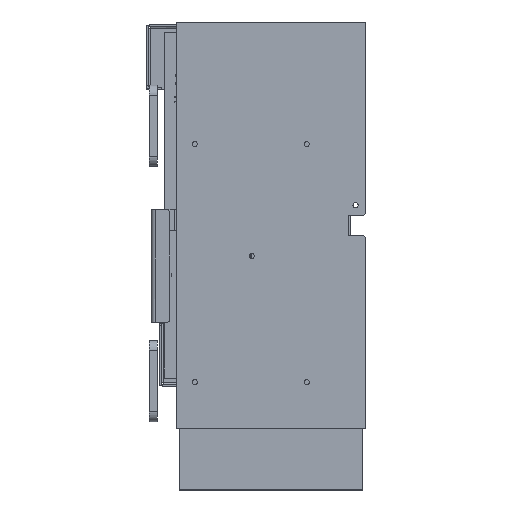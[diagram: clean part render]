
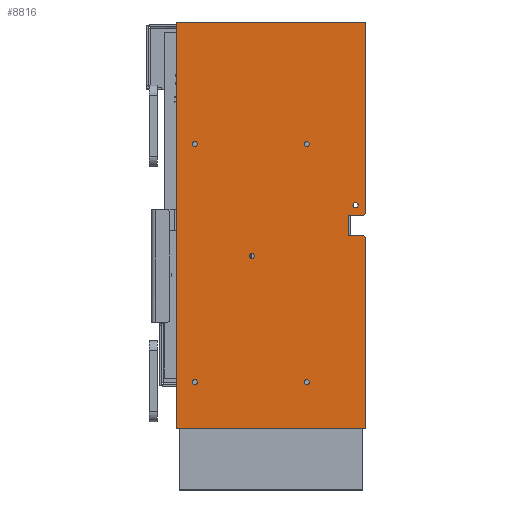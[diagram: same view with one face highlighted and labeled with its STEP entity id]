
A CAD part, left-side view. The second image highlights one B-rep face of the part: STEP entity #8816.
In plain terms, the highlighted planar face has unit normal (-1, 0, 0).
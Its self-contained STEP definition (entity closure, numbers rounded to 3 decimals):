
#16 = DIRECTION ( 'NONE',  ( 0., -1., 0. ) ) ;
#170 = CARTESIAN_POINT ( 'NONE',  ( 165.871, 166.906, -100.03 ) ) ;
#325 = EDGE_CURVE ( 'NONE', #37945, #33971, #9898, .T. ) ;
#1273 = VERTEX_POINT ( 'NONE', #23225 ) ;
#1295 = CARTESIAN_POINT ( 'NONE',  ( 165.871, 166.906, -6.03 ) ) ;
#1636 = EDGE_CURVE ( 'NONE', #9631, #9631, #26186, .T. ) ;
#1750 = CIRCLE ( 'NONE', #8398, 1.25 ) ;
#2034 = DIRECTION ( 'NONE',  ( -1., 0., 0. ) ) ;
#2745 = EDGE_LOOP ( 'NONE', ( #35334 ) ) ;
#2984 = VERTEX_POINT ( 'NONE', #32074 ) ;
#3328 = DIRECTION ( 'NONE',  ( 0., 0., 1. ) ) ;
#3675 = DIRECTION ( 'NONE',  ( 0., 1., 0. ) ) ;
#4414 = EDGE_CURVE ( 'NONE', #33971, #27248, #40240, .T. ) ;
#5006 = VECTOR ( 'NONE', #5259, 1000. ) ;
#5259 = DIRECTION ( 'NONE',  ( 0., -0.707, 0.707 ) ) ;
#5570 = CARTESIAN_POINT ( 'NONE',  ( 165.871, 250.906, -77.03 ) ) ;
#5741 = DIRECTION ( 'NONE',  ( 0., 0., 1. ) ) ;
#5757 = VECTOR ( 'NONE', #16, 1000. ) ;
#5814 = CIRCLE ( 'NONE', #25205, 1.25 ) ;
#5923 = CARTESIAN_POINT ( 'NONE',  ( 165.871, 167.906, -5.03 ) ) ;
#6162 = DIRECTION ( 'NONE',  ( 0., 0., 1. ) ) ;
#6311 = EDGE_CURVE ( 'NONE', #6719, #6719, #40758, .T. ) ;
#6719 = VERTEX_POINT ( 'NONE', #19887 ) ;
#7046 = LINE ( 'NONE', #26483, #39305 ) ;
#7179 = CARTESIAN_POINT ( 'NONE',  ( 165.871, 174.406, 4.97 ) ) ;
#8085 = LINE ( 'NONE', #39354, #15343 ) ;
#8203 = EDGE_CURVE ( 'NONE', #38675, #27248, #30888, .T. ) ;
#8257 = EDGE_LOOP ( 'NONE', ( #24605 ) ) ;
#8323 = DIRECTION ( 'NONE',  ( 1., 0., 0. ) ) ;
#8398 = AXIS2_PLACEMENT_3D ( 'NONE', #25499, #22358, #3328 ) ;
#8538 = FACE_BOUND ( 'NONE', #25600, .T. ) ;
#8709 = EDGE_CURVE ( 'NONE', #15980, #37021, #19083, .T. ) ;
#8816 = ADVANCED_FACE ( 'NONE', ( #27157, #15023, #14183, #27583, #40403, #8538, #20901 ), #18180, .F. ) ;
#9631 = VERTEX_POINT ( 'NONE', #32067 ) ;
#9898 = LINE ( 'NONE', #7179, #16721 ) ;
#9978 = VECTOR ( 'NONE', #6162, 1000. ) ;
#10043 = EDGE_CURVE ( 'NONE', #1273, #1273, #29708, .T. ) ;
#10117 = ORIENTED_EDGE ( 'NONE', *, *, #11588, .T. ) ;
#10361 = ORIENTED_EDGE ( 'NONE', *, *, #10043, .F. ) ;
#10568 = ORIENTED_EDGE ( 'NONE', *, *, #22386, .F. ) ;
#10891 = CARTESIAN_POINT ( 'NONE',  ( 165.871, 250.906, -75.78 ) ) ;
#11238 = DIRECTION ( 'NONE',  ( 0., 0., -1. ) ) ;
#11428 = ORIENTED_EDGE ( 'NONE', *, *, #4414, .T. ) ;
#11588 = EDGE_CURVE ( 'NONE', #21480, #37945, #7046, .T. ) ;
#12184 = VECTOR ( 'NONE', #33836, 1000. ) ;
#12706 = CARTESIAN_POINT ( 'NONE',  ( 165.871, 174.406, -5.03 ) ) ;
#14113 = CARTESIAN_POINT ( 'NONE',  ( 165.871, 259.906, 99.97 ) ) ;
#14161 = AXIS2_PLACEMENT_3D ( 'NONE', #27379, #17558, #30974 ) ;
#14183 = FACE_BOUND ( 'NONE', #2745, .T. ) ;
#14491 = ORIENTED_EDGE ( 'NONE', *, *, #38047, .F. ) ;
#14985 = CARTESIAN_POINT ( 'NONE',  ( 165.871, 166.906, 99.97 ) ) ;
#15023 = FACE_BOUND ( 'NONE', #23150, .T. ) ;
#15343 = VECTOR ( 'NONE', #17721, 1000. ) ;
#15533 = DIRECTION ( 'NONE',  ( 0., 0.707, 0.707 ) ) ;
#15980 = VERTEX_POINT ( 'NONE', #1295 ) ;
#16221 = LINE ( 'NONE', #170, #39165 ) ;
#16721 = VECTOR ( 'NONE', #38851, 1000. ) ;
#17352 = ORIENTED_EDGE ( 'NONE', *, *, #38471, .F. ) ;
#17372 = ORIENTED_EDGE ( 'NONE', *, *, #38454, .F. ) ;
#17558 = DIRECTION ( 'NONE',  ( -1., 0., 0. ) ) ;
#17721 = DIRECTION ( 'NONE',  ( 0., -1., 0. ) ) ;
#17814 = LINE ( 'NONE', #27222, #19499 ) ;
#18180 = PLANE ( 'NONE',  #30959 ) ;
#18603 = VERTEX_POINT ( 'NONE', #14113 ) ;
#18804 = EDGE_CURVE ( 'NONE', #29161, #29161, #36915, .T. ) ;
#19083 = LINE ( 'NONE', #5923, #24940 ) ;
#19499 = VECTOR ( 'NONE', #20750, 1000. ) ;
#19887 = CARTESIAN_POINT ( 'NONE',  ( 165.871, 195.906, -75.78 ) ) ;
#20352 = CARTESIAN_POINT ( 'NONE',  ( 165.871, 167.906, -5.03 ) ) ;
#20457 = CARTESIAN_POINT ( 'NONE',  ( 165.871, 175.406, 4.97 ) ) ;
#20750 = DIRECTION ( 'NONE',  ( 0., 0., -1. ) ) ;
#20901 = FACE_OUTER_BOUND ( 'NONE', #30748, .T. ) ;
#20933 = CARTESIAN_POINT ( 'NONE',  ( 165.871, 167.906, 4.97 ) ) ;
#21480 = VERTEX_POINT ( 'NONE', #37179 ) ;
#21644 = CARTESIAN_POINT ( 'NONE',  ( 165.871, 222.906, -15.03 ) ) ;
#22358 = DIRECTION ( 'NONE',  ( -1., 0., 0. ) ) ;
#22386 = EDGE_CURVE ( 'NONE', #34857, #18603, #28746, .T. ) ;
#22833 = AXIS2_PLACEMENT_3D ( 'NONE', #5570, #37423, #30690 ) ;
#23150 = EDGE_LOOP ( 'NONE', ( #40311 ) ) ;
#23225 = CARTESIAN_POINT ( 'NONE',  ( 165.871, 171.906, 11.22 ) ) ;
#24434 = ORIENTED_EDGE ( 'NONE', *, *, #41154, .F. ) ;
#24605 = ORIENTED_EDGE ( 'NONE', *, *, #35888, .F. ) ;
#24940 = VECTOR ( 'NONE', #15533, 1000. ) ;
#25148 = VERTEX_POINT ( 'NONE', #37983 ) ;
#25205 = AXIS2_PLACEMENT_3D ( 'NONE', #21644, #34457, #5741 ) ;
#25499 = CARTESIAN_POINT ( 'NONE',  ( 165.871, 250.906, 39.97 ) ) ;
#25591 = CARTESIAN_POINT ( 'NONE',  ( 165.871, 259.906, -100.03 ) ) ;
#25600 = EDGE_LOOP ( 'NONE', ( #17352 ) ) ;
#25820 = CARTESIAN_POINT ( 'NONE',  ( 165.871, 166.906, -100.03 ) ) ;
#25937 = CARTESIAN_POINT ( 'NONE',  ( 165.871, 166.906, 5.97 ) ) ;
#26186 = CIRCLE ( 'NONE', #14161, 1.25 ) ;
#26483 = CARTESIAN_POINT ( 'NONE',  ( 165.871, 175.406, 4.97 ) ) ;
#26697 = EDGE_LOOP ( 'NONE', ( #39889 ) ) ;
#27103 = ORIENTED_EDGE ( 'NONE', *, *, #33034, .F. ) ;
#27157 = FACE_BOUND ( 'NONE', #41332, .T. ) ;
#27222 = CARTESIAN_POINT ( 'NONE',  ( 165.871, 166.906, 99.97 ) ) ;
#27248 = VERTEX_POINT ( 'NONE', #25937 ) ;
#27379 = CARTESIAN_POINT ( 'NONE',  ( 165.871, 195.906, 39.97 ) ) ;
#27583 = FACE_BOUND ( 'NONE', #8257, .T. ) ;
#28177 = DIRECTION ( 'NONE',  ( 0., 0., 1. ) ) ;
#28650 = LINE ( 'NONE', #12706, #5757 ) ;
#28746 = LINE ( 'NONE', #25591, #9978 ) ;
#28842 = DIRECTION ( 'NONE',  ( 0., 0., 1. ) ) ;
#28986 = ORIENTED_EDGE ( 'NONE', *, *, #325, .T. ) ;
#29028 = ORIENTED_EDGE ( 'NONE', *, *, #8203, .F. ) ;
#29042 = ORIENTED_EDGE ( 'NONE', *, *, #8709, .T. ) ;
#29161 = VERTEX_POINT ( 'NONE', #10891 ) ;
#29479 = CARTESIAN_POINT ( 'NONE',  ( 165.871, 167.906, 4.97 ) ) ;
#29708 = CIRCLE ( 'NONE', #37098, 1.25 ) ;
#30690 = DIRECTION ( 'NONE',  ( 0., 0., 1. ) ) ;
#30748 = EDGE_LOOP ( 'NONE', ( #17372, #10117, #28986, #11428, #29028, #14491, #10568, #27103, #24434, #29042 ) ) ;
#30888 = LINE ( 'NONE', #36991, #12184 ) ;
#30959 = AXIS2_PLACEMENT_3D ( 'NONE', #30969, #8323, #11238 ) ;
#30969 = CARTESIAN_POINT ( 'NONE',  ( 165.871, 0.185, -0.03 ) ) ;
#30974 = DIRECTION ( 'NONE',  ( 0., 0., 1. ) ) ;
#31419 = VERTEX_POINT ( 'NONE', #25820 ) ;
#32067 = CARTESIAN_POINT ( 'NONE',  ( 165.871, 195.906, 41.22 ) ) ;
#32074 = CARTESIAN_POINT ( 'NONE',  ( 165.871, 222.906, -13.78 ) ) ;
#32512 = CARTESIAN_POINT ( 'NONE',  ( 165.871, 259.906, -100.03 ) ) ;
#33034 = EDGE_CURVE ( 'NONE', #31419, #34857, #16221, .T. ) ;
#33569 = DIRECTION ( 'NONE',  ( -1., 0., 0. ) ) ;
#33836 = DIRECTION ( 'NONE',  ( 0., 0., -1. ) ) ;
#33971 = VERTEX_POINT ( 'NONE', #29479 ) ;
#34297 = CARTESIAN_POINT ( 'NONE',  ( 165.871, 195.906, -77.03 ) ) ;
#34457 = DIRECTION ( 'NONE',  ( -1., 0., 0. ) ) ;
#34767 = AXIS2_PLACEMENT_3D ( 'NONE', #34297, #2034, #28177 ) ;
#34857 = VERTEX_POINT ( 'NONE', #32512 ) ;
#35334 = ORIENTED_EDGE ( 'NONE', *, *, #6311, .F. ) ;
#35888 = EDGE_CURVE ( 'NONE', #2984, #2984, #5814, .T. ) ;
#36915 = CIRCLE ( 'NONE', #22833, 1.25 ) ;
#36922 = DIRECTION ( 'NONE',  ( 0., 0., 1. ) ) ;
#36991 = CARTESIAN_POINT ( 'NONE',  ( 165.871, 166.906, 99.97 ) ) ;
#37021 = VERTEX_POINT ( 'NONE', #20352 ) ;
#37098 = AXIS2_PLACEMENT_3D ( 'NONE', #40065, #33569, #36922 ) ;
#37179 = CARTESIAN_POINT ( 'NONE',  ( 165.871, 175.406, -5.03 ) ) ;
#37423 = DIRECTION ( 'NONE',  ( -1., 0., 0. ) ) ;
#37945 = VERTEX_POINT ( 'NONE', #20457 ) ;
#37983 = CARTESIAN_POINT ( 'NONE',  ( 165.871, 250.906, 41.22 ) ) ;
#38047 = EDGE_CURVE ( 'NONE', #18603, #38675, #8085, .T. ) ;
#38454 = EDGE_CURVE ( 'NONE', #21480, #37021, #28650, .T. ) ;
#38471 = EDGE_CURVE ( 'NONE', #25148, #25148, #1750, .T. ) ;
#38675 = VERTEX_POINT ( 'NONE', #14985 ) ;
#38851 = DIRECTION ( 'NONE',  ( 0., -1., 0. ) ) ;
#39165 = VECTOR ( 'NONE', #3675, 1000. ) ;
#39305 = VECTOR ( 'NONE', #28842, 1000. ) ;
#39354 = CARTESIAN_POINT ( 'NONE',  ( 165.871, 259.906, 99.97 ) ) ;
#39889 = ORIENTED_EDGE ( 'NONE', *, *, #1636, .F. ) ;
#40065 = CARTESIAN_POINT ( 'NONE',  ( 165.871, 171.906, 9.97 ) ) ;
#40240 = LINE ( 'NONE', #20933, #5006 ) ;
#40311 = ORIENTED_EDGE ( 'NONE', *, *, #18804, .F. ) ;
#40403 = FACE_BOUND ( 'NONE', #26697, .T. ) ;
#40758 = CIRCLE ( 'NONE', #34767, 1.25 ) ;
#41154 = EDGE_CURVE ( 'NONE', #15980, #31419, #17814, .T. ) ;
#41332 = EDGE_LOOP ( 'NONE', ( #10361 ) ) ;
